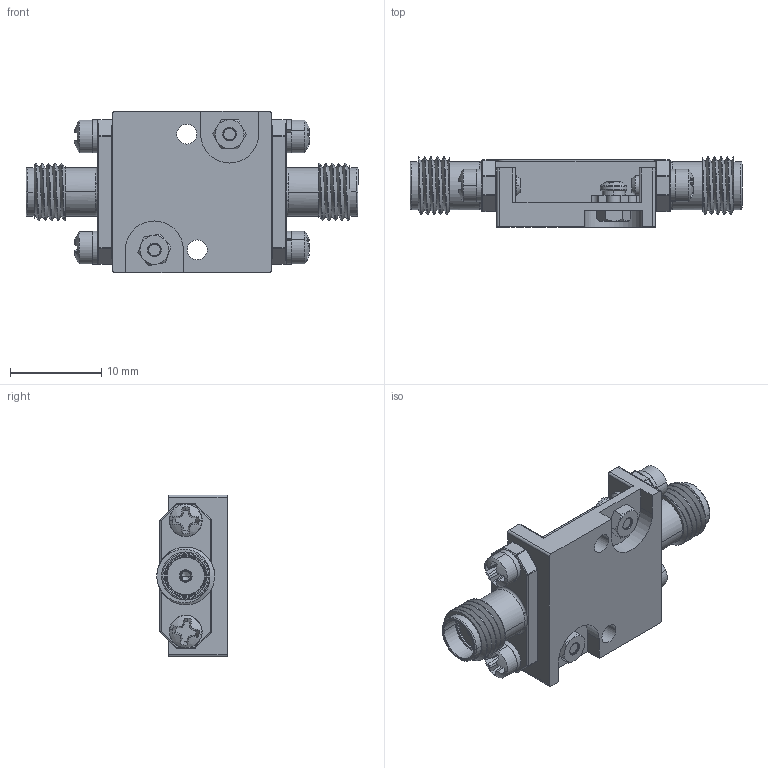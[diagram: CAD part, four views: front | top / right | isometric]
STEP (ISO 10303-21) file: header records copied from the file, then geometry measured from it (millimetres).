
FILE_DESCRIPTION (( 'STEP AP214' ), '1' );
FILE_NAME ('QSM-LP-1900-SFF.STEP', '2025-03-24T13:02:14', ( '' ), ( '' ), 'SwSTEP 2.0', 'SolidWorks 2024', '' );
FILE_SCHEMA (( 'AUTOMOTIVE_DESIGN' ));
Length unit declared in the file: inch
Products named in the file (1): QSM-LP-1900-SFF
Bounding box: 36.45 x 7.72 x 17.78 mm (x, y, z)
Volume: 2252.6 mm3; surface area: 3543.3 mm2
Topology: 23 solids, 23 shells, 841 faces, 3041 edges, 2322 vertices
Faces by surface type: plane 342, cylinder 259, cone 100, torus 88, sphere 44, bspline 8
Entity records: 45875 total; most frequent: CARTESIAN_POINT 8209, ORIENTED_EDGE 6002, DIRECTION 5311, EDGE_CURVE 3001, VERTEX_POINT 2322, VECTOR 1927, LINE 1927, AXIS2_PLACEMENT_3D 1692
